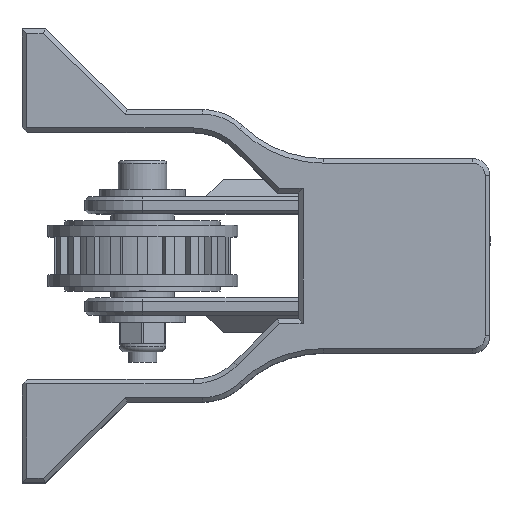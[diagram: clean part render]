
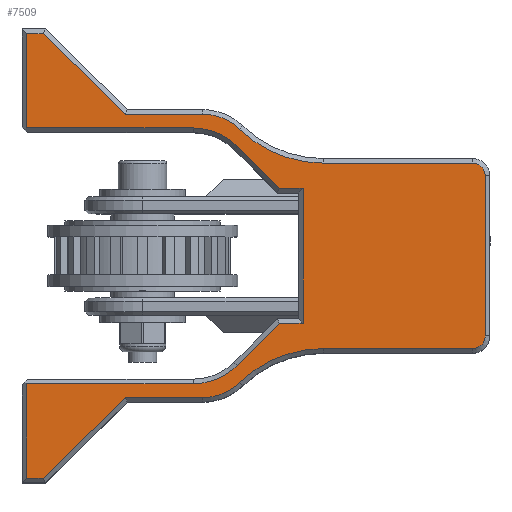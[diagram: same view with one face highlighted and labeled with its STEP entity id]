
A CAD part, top view. The second image highlights one B-rep face of the part: STEP entity #7509.
In plain terms, the highlighted planar face has unit normal (0, 0, 1).
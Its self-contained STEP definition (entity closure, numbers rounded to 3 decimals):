
#399=CIRCLE('',#8254,10.8);
#401=CIRCLE('',#8258,10.8);
#402=CIRCLE('',#8264,9.2);
#403=CIRCLE('',#8266,20.8);
#404=CIRCLE('',#8269,2.2);
#405=CIRCLE('',#8272,2.2);
#406=CIRCLE('',#8275,20.8);
#407=CIRCLE('',#8277,9.2);
#899=FACE_OUTER_BOUND('',#1355,.T.);
#1355=EDGE_LOOP('',(#6618,#6619,#6620,#6621,#6622,#6623,#6624,#6625,#6626,
#6627,#6628,#6629,#6630,#6631,#6632,#6633,#6634,#6635,#6636,#6637,#6638,
#6639,#6640,#6641,#6642,#6643));
#1991=LINE('',#12276,#2795);
#2003=LINE('',#12303,#2807);
#2007=LINE('',#12310,#2811);
#2098=LINE('',#12539,#2902);
#2100=LINE('',#12547,#2904);
#2105=LINE('',#12560,#2909);
#2107=LINE('',#12564,#2911);
#2110=LINE('',#12570,#2914);
#2113=LINE('',#12575,#2917);
#2117=LINE('',#12587,#2921);
#2121=LINE('',#12596,#2925);
#2123=LINE('',#12603,#2927);
#2127=LINE('',#12615,#2931);
#2130=LINE('',#12619,#2934);
#2132=LINE('',#12622,#2936);
#2133=LINE('',#12625,#2937);
#2137=LINE('',#12633,#2941);
#2140=LINE('',#12637,#2944);
#2795=VECTOR('',#9966,10.);
#2807=VECTOR('',#9986,10.);
#2811=VECTOR('',#9992,10.);
#2902=VECTOR('',#10209,10.);
#2904=VECTOR('',#10219,10.);
#2909=VECTOR('',#10232,10.);
#2911=VECTOR('',#10236,10.);
#2914=VECTOR('',#10241,10.);
#2917=VECTOR('',#10246,10.);
#2921=VECTOR('',#10260,10.);
#2925=VECTOR('',#10270,10.);
#2927=VECTOR('',#10278,10.);
#2931=VECTOR('',#10292,10.);
#2934=VECTOR('',#10297,10.);
#2936=VECTOR('',#10301,10.);
#2937=VECTOR('',#10304,10.);
#2941=VECTOR('',#10310,10.);
#2944=VECTOR('',#10315,10.);
#3518=VERTEX_POINT('',#12273);
#3519=VERTEX_POINT('',#12275);
#3529=VERTEX_POINT('',#12300);
#3530=VERTEX_POINT('',#12302);
#3532=VERTEX_POINT('',#12308);
#3606=VERTEX_POINT('',#12536);
#3607=VERTEX_POINT('',#12538);
#3608=VERTEX_POINT('',#12545);
#3609=VERTEX_POINT('',#12546);
#3612=VERTEX_POINT('',#12557);
#3613=VERTEX_POINT('',#12559);
#3614=VERTEX_POINT('',#12563);
#3616=VERTEX_POINT('',#12569);
#3617=VERTEX_POINT('',#12574);
#3618=VERTEX_POINT('',#12578);
#3619=VERTEX_POINT('',#12582);
#3620=VERTEX_POINT('',#12586);
#3621=VERTEX_POINT('',#12590);
#3622=VERTEX_POINT('',#12594);
#3623=VERTEX_POINT('',#12598);
#3624=VERTEX_POINT('',#12602);
#3625=VERTEX_POINT('',#12606);
#3626=VERTEX_POINT('',#12610);
#3627=VERTEX_POINT('',#12614);
#3628=VERTEX_POINT('',#12624);
#3631=VERTEX_POINT('',#12632);
#4466=EDGE_CURVE('',#3518,#3519,#1991,.T.);
#4479=EDGE_CURVE('',#3529,#3530,#2003,.T.);
#4483=EDGE_CURVE('',#3532,#3529,#2007,.T.);
#4597=EDGE_CURVE('',#3606,#3607,#2098,.T.);
#4600=EDGE_CURVE('',#3519,#3606,#399,.T.);
#4601=EDGE_CURVE('',#3608,#3609,#2100,.T.);
#4606=EDGE_CURVE('',#3609,#3532,#401,.T.);
#4608=EDGE_CURVE('',#3612,#3613,#2105,.T.);
#4610=EDGE_CURVE('',#3530,#3614,#2107,.T.);
#4613=EDGE_CURVE('',#3614,#3616,#2110,.T.);
#4616=EDGE_CURVE('',#3616,#3617,#2113,.T.);
#4619=EDGE_CURVE('',#3617,#3618,#402,.T.);
#4621=EDGE_CURVE('',#3618,#3619,#403,.T.);
#4622=EDGE_CURVE('',#3619,#3620,#2117,.T.);
#4625=EDGE_CURVE('',#3620,#3621,#404,.T.);
#4627=EDGE_CURVE('',#3621,#3622,#2121,.T.);
#4629=EDGE_CURVE('',#3622,#3623,#405,.T.);
#4630=EDGE_CURVE('',#3623,#3624,#2123,.T.);
#4633=EDGE_CURVE('',#3624,#3625,#406,.T.);
#4635=EDGE_CURVE('',#3625,#3626,#407,.T.);
#4636=EDGE_CURVE('',#3626,#3627,#2127,.T.);
#4639=EDGE_CURVE('',#3627,#3612,#2130,.T.);
#4641=EDGE_CURVE('',#3613,#3518,#2132,.T.);
#4642=EDGE_CURVE('',#3628,#3608,#2133,.T.);
#4646=EDGE_CURVE('',#3607,#3631,#2137,.T.);
#4649=EDGE_CURVE('',#3631,#3628,#2140,.T.);
#6618=ORIENTED_EDGE('',*,*,#4608,.F.);
#6619=ORIENTED_EDGE('',*,*,#4639,.F.);
#6620=ORIENTED_EDGE('',*,*,#4636,.F.);
#6621=ORIENTED_EDGE('',*,*,#4635,.F.);
#6622=ORIENTED_EDGE('',*,*,#4633,.F.);
#6623=ORIENTED_EDGE('',*,*,#4630,.F.);
#6624=ORIENTED_EDGE('',*,*,#4629,.F.);
#6625=ORIENTED_EDGE('',*,*,#4627,.F.);
#6626=ORIENTED_EDGE('',*,*,#4625,.F.);
#6627=ORIENTED_EDGE('',*,*,#4622,.F.);
#6628=ORIENTED_EDGE('',*,*,#4621,.F.);
#6629=ORIENTED_EDGE('',*,*,#4619,.F.);
#6630=ORIENTED_EDGE('',*,*,#4616,.F.);
#6631=ORIENTED_EDGE('',*,*,#4613,.F.);
#6632=ORIENTED_EDGE('',*,*,#4610,.F.);
#6633=ORIENTED_EDGE('',*,*,#4479,.F.);
#6634=ORIENTED_EDGE('',*,*,#4483,.F.);
#6635=ORIENTED_EDGE('',*,*,#4606,.F.);
#6636=ORIENTED_EDGE('',*,*,#4601,.F.);
#6637=ORIENTED_EDGE('',*,*,#4642,.F.);
#6638=ORIENTED_EDGE('',*,*,#4649,.F.);
#6639=ORIENTED_EDGE('',*,*,#4646,.F.);
#6640=ORIENTED_EDGE('',*,*,#4597,.F.);
#6641=ORIENTED_EDGE('',*,*,#4600,.F.);
#6642=ORIENTED_EDGE('',*,*,#4466,.F.);
#6643=ORIENTED_EDGE('',*,*,#4641,.F.);
#7098=PLANE('',#8285);
#7509=ADVANCED_FACE('',(#899),#7098,.T.);
#8254=AXIS2_PLACEMENT_3D('',#12543,#10215,#10216);
#8258=AXIS2_PLACEMENT_3D('',#12555,#10227,#10228);
#8264=AXIS2_PLACEMENT_3D('',#12580,#10251,#10252);
#8266=AXIS2_PLACEMENT_3D('',#12584,#10256,#10257);
#8269=AXIS2_PLACEMENT_3D('',#12592,#10265,#10266);
#8272=AXIS2_PLACEMENT_3D('',#12600,#10274,#10275);
#8275=AXIS2_PLACEMENT_3D('',#12608,#10283,#10284);
#8277=AXIS2_PLACEMENT_3D('',#12612,#10288,#10289);
#8285=AXIS2_PLACEMENT_3D('',#12640,#10319,#10320);
#9966=DIRECTION('',(1.,0.,0.));
#9986=DIRECTION('',(0.,1.,0.));
#9992=DIRECTION('',(-1.,0.,0.));
#10209=DIRECTION('',(0.707,0.707,0.));
#10215=DIRECTION('center_axis',(0.,0.,1.));
#10216=DIRECTION('ref_axis',(0.383,-0.924,0.));
#10219=DIRECTION('',(-0.707,0.707,0.));
#10227=DIRECTION('center_axis',(0.,0.,1.));
#10228=DIRECTION('ref_axis',(0.383,0.924,0.));
#10232=DIRECTION('',(-1.,0.,0.));
#10236=DIRECTION('',(1.,0.,0.));
#10241=DIRECTION('',(0.714,-0.7,0.));
#10246=DIRECTION('',(1.,0.,0.));
#10251=DIRECTION('center_axis',(0.,0.,-1.));
#10252=DIRECTION('ref_axis',(0.383,0.924,0.));
#10256=DIRECTION('center_axis',(0.,0.,1.));
#10257=DIRECTION('ref_axis',(0.,-1.,0.));
#10260=DIRECTION('',(1.,0.,0.));
#10265=DIRECTION('center_axis',(0.,0.,-1.));
#10266=DIRECTION('ref_axis',(0.707,0.707,0.));
#10270=DIRECTION('',(0.,-1.,0.));
#10274=DIRECTION('center_axis',(0.,0.,-1.));
#10275=DIRECTION('ref_axis',(0.707,-0.707,0.));
#10278=DIRECTION('',(-1.,0.,0.));
#10283=DIRECTION('center_axis',(0.,0.,1.));
#10284=DIRECTION('ref_axis',(0.,1.,0.));
#10288=DIRECTION('center_axis',(0.,0.,-1.));
#10289=DIRECTION('ref_axis',(0.383,-0.924,0.));
#10292=DIRECTION('',(-1.,0.,0.));
#10297=DIRECTION('',(-0.714,-0.7,0.));
#10301=DIRECTION('',(0.,1.,0.));
#10304=DIRECTION('',(-1.,0.,0.));
#10310=DIRECTION('',(1.,0.,0.));
#10315=DIRECTION('',(0.,1.,0.));
#10319=DIRECTION('center_axis',(0.,0.,1.));
#10320=DIRECTION('ref_axis',(0.,-1.,0.));
#12273=CARTESIAN_POINT('',(-23.7,-16.1,13.6));
#12275=CARTESIAN_POINT('',(5.216,-16.1,13.6));
#12276=CARTESIAN_POINT('',(31.25,-16.1,13.6));
#12300=CARTESIAN_POINT('',(-23.7,28.3,13.6));
#12302=CARTESIAN_POINT('',(-23.7,44.7,13.6));
#12303=CARTESIAN_POINT('',(-23.7,24.75,13.6));
#12308=CARTESIAN_POINT('',(5.216,28.3,13.6));
#12310=CARTESIAN_POINT('',(31.25,28.3,13.6));
#12536=CARTESIAN_POINT('',(12.852,-12.937,13.6));
#12538=CARTESIAN_POINT('',(20.189,-5.6,13.6));
#12539=CARTESIAN_POINT('',(33.23,7.441,13.6));
#12543=CARTESIAN_POINT('Origin',(5.216,-5.3,13.6));
#12545=CARTESIAN_POINT('',(20.189,17.8,13.6));
#12546=CARTESIAN_POINT('',(12.852,25.137,13.6));
#12547=CARTESIAN_POINT('',(26.28,11.709,13.6));
#12555=CARTESIAN_POINT('Origin',(5.216,17.5,13.6));
#12557=CARTESIAN_POINT('',(-20.827,-32.5,13.6));
#12559=CARTESIAN_POINT('',(-23.7,-32.5,13.6));
#12560=CARTESIAN_POINT('',(7.25,-32.5,13.6));
#12563=CARTESIAN_POINT('',(-20.827,44.7,13.6));
#12564=CARTESIAN_POINT('',(7.25,44.7,13.6));
#12569=CARTESIAN_POINT('',(-6.544,30.7,13.6));
#12570=CARTESIAN_POINT('',(0.486,23.809,13.6));
#12574=CARTESIAN_POINT('',(6.873,30.7,13.6));
#12575=CARTESIAN_POINT('',(47.85,30.7,13.6));
#12578=CARTESIAN_POINT('',(13.289,28.093,13.6));
#12580=CARTESIAN_POINT('Origin',(6.873,21.5,13.6));
#12582=CARTESIAN_POINT('',(27.795,22.2,13.6));
#12584=CARTESIAN_POINT('Origin',(27.795,43.,13.6));
#12586=CARTESIAN_POINT('',(53.7,22.2,13.6));
#12587=CARTESIAN_POINT('',(29.257,22.2,13.6));
#12590=CARTESIAN_POINT('',(55.9,20.,13.6));
#12592=CARTESIAN_POINT('Origin',(53.7,20.,13.6));
#12594=CARTESIAN_POINT('',(55.9,-7.8,13.6));
#12596=CARTESIAN_POINT('',(55.9,13.05,13.6));
#12598=CARTESIAN_POINT('',(53.7,-10.,13.6));
#12600=CARTESIAN_POINT('Origin',(53.7,-7.8,13.6));
#12602=CARTESIAN_POINT('',(27.795,-10.,13.6));
#12603=CARTESIAN_POINT('',(47.85,-10.,13.6));
#12606=CARTESIAN_POINT('',(13.289,-15.893,13.6));
#12608=CARTESIAN_POINT('Origin',(27.795,-30.8,13.6));
#12610=CARTESIAN_POINT('',(6.873,-18.5,13.6));
#12612=CARTESIAN_POINT('Origin',(6.873,-9.3,13.6));
#12614=CARTESIAN_POINT('',(-6.544,-18.5,13.6));
#12615=CARTESIAN_POINT('',(47.85,-18.5,13.6));
#12619=CARTESIAN_POINT('',(14.576,2.202,13.6));
#12622=CARTESIAN_POINT('',(-23.7,1.35,13.6));
#12624=CARTESIAN_POINT('',(24.3,17.8,13.6));
#12625=CARTESIAN_POINT('',(39.,17.8,13.6));
#12632=CARTESIAN_POINT('',(24.3,-5.6,13.6));
#12633=CARTESIAN_POINT('',(39.,-5.6,13.6));
#12637=CARTESIAN_POINT('',(24.3,13.05,13.6));
#12640=CARTESIAN_POINT('Origin',(39.,20.,13.6));
